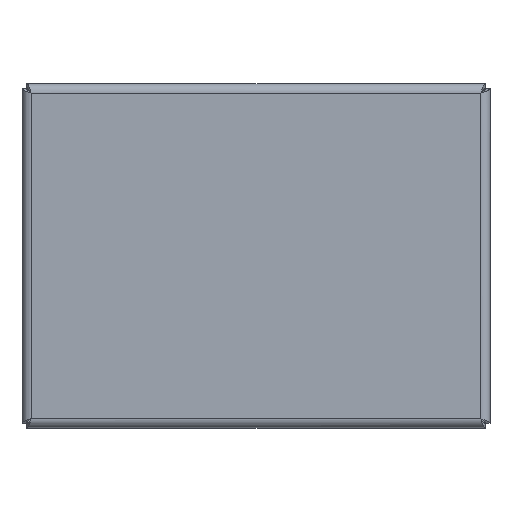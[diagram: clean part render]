
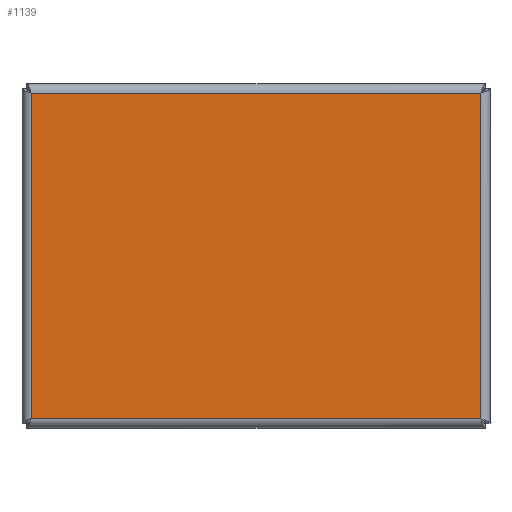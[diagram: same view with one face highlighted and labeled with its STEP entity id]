
A CAD part, top view. The second image highlights one B-rep face of the part: STEP entity #1139.
In plain terms, the highlighted planar face has unit normal (0, 0, 1).
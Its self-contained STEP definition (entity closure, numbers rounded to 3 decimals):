
#82=PLANE('',#1239);
#150=FACE_OUTER_BOUND('',#222,.T.);
#222=EDGE_LOOP('',(#987,#988,#989,#990));
#320=LINE('',#2078,#424);
#322=LINE('',#2082,#426);
#324=LINE('',#2086,#428);
#326=LINE('',#2090,#430);
#424=VECTOR('',#1481,10.);
#426=VECTOR('',#1487,10.);
#428=VECTOR('',#1493,10.);
#430=VECTOR('',#1499,10.);
#512=VERTEX_POINT('',#1692);
#518=VERTEX_POINT('',#1746);
#524=VERTEX_POINT('',#1865);
#535=VERTEX_POINT('',#1963);
#686=EDGE_CURVE('',#512,#518,#320,.T.);
#688=EDGE_CURVE('',#524,#512,#322,.T.);
#690=EDGE_CURVE('',#535,#524,#324,.T.);
#692=EDGE_CURVE('',#518,#535,#326,.T.);
#987=ORIENTED_EDGE('',*,*,#686,.T.);
#988=ORIENTED_EDGE('',*,*,#692,.T.);
#989=ORIENTED_EDGE('',*,*,#690,.T.);
#990=ORIENTED_EDGE('',*,*,#688,.T.);
#1139=ADVANCED_FACE('',(#150),#82,.F.);
#1239=AXIS2_PLACEMENT_3D('',#2093,#1504,#1505);
#1481=DIRECTION('',(-1.,0.,0.));
#1487=DIRECTION('',(0.,1.,0.));
#1493=DIRECTION('',(1.,0.,0.));
#1499=DIRECTION('',(0.,-1.,0.));
#1504=DIRECTION('center_axis',(0.,0.,
-1.));
#1505=DIRECTION('ref_axis',(1.,0.,0.));
#1692=CARTESIAN_POINT('',(98.,71.,55.));
#1746=CARTESIAN_POINT('',(-98.,71.,55.));
#1865=CARTESIAN_POINT('',(98.,-71.,55.));
#1963=CARTESIAN_POINT('',(-98.,-71.,55.));
#2078=CARTESIAN_POINT('',(49.,71.,55.));
#2082=CARTESIAN_POINT('',(98.,-35.5,55.));
#2086=CARTESIAN_POINT('',(-49.,-71.,55.));
#2090=CARTESIAN_POINT('',(-98.,35.5,55.));
#2093=CARTESIAN_POINT('Origin',(0.,0.,
55.));
